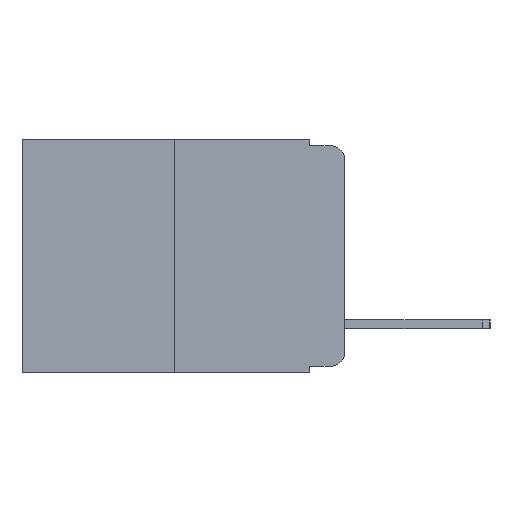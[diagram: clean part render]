
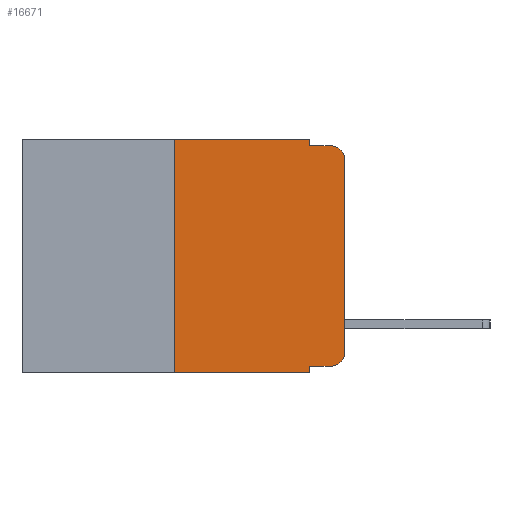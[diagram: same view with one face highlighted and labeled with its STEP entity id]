
A CAD part, left-side view. The second image highlights one B-rep face of the part: STEP entity #16671.
In plain terms, the highlighted planar face has unit normal (-1, 0, 0).
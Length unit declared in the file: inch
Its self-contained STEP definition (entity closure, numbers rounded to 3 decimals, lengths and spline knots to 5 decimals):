
#8 = DIRECTION ( 'NONE',  ( 0., 0., 1. ) ) ;
#29 = VERTEX_POINT ( 'NONE', #7882 ) ;
#1042 = ORIENTED_EDGE ( 'NONE', *, *, #18529, .T. ) ;
#1355 = CARTESIAN_POINT ( 'NONE',  ( 0., 0.02, -0.333 ) ) ;
#1447 = EDGE_CURVE ( 'NONE', #3827, #2408, #3379, .T. ) ;
#1476 = DIRECTION ( 'NONE',  ( 0., 0., -1. ) ) ;
#1537 = EDGE_CURVE ( 'NONE', #5129, #5380, #11229, .T. ) ;
#2260 = CARTESIAN_POINT ( 'NONE',  ( 0., 0.25, -0.343 ) ) ;
#2330 = VECTOR ( 'NONE', #8, 39.37008 ) ;
#2408 = VERTEX_POINT ( 'NONE', #12737 ) ;
#3230 = DIRECTION ( 'NONE',  ( 0., 0., -1. ) ) ;
#3379 = LINE ( 'NONE', #15649, #20022 ) ;
#3808 = EDGE_CURVE ( 'NONE', #5380, #16071, #12176, .T. ) ;
#3827 = VERTEX_POINT ( 'NONE', #8544 ) ;
#4003 = CARTESIAN_POINT ( 'NONE',  ( 0., 0.051, -0.333 ) ) ;
#4544 = ORIENTED_EDGE ( 'NONE', *, *, #11629, .F. ) ;
#4685 = DIRECTION ( 'NONE',  ( 0., -1., 0. ) ) ;
#4739 = EDGE_CURVE ( 'NONE', #16858, #29, #15574, .T. ) ;
#4780 = VERTEX_POINT ( 'NONE', #1355 ) ;
#5060 = LINE ( 'NONE', #11545, #9015 ) ;
#5094 = VECTOR ( 'NONE', #10751, 39.37008 ) ;
#5129 = VERTEX_POINT ( 'NONE', #13289 ) ;
#5190 = VECTOR ( 'NONE', #9065, 39.37008 ) ;
#5380 = VERTEX_POINT ( 'NONE', #15088 ) ;
#6466 = AXIS2_PLACEMENT_3D ( 'NONE', #17490, #11368, #17464 ) ;
#7467 = CARTESIAN_POINT ( 'NONE',  ( 0., 0.473, 0. ) ) ;
#7724 = ORIENTED_EDGE ( 'NONE', *, *, #17192, .T. ) ;
#7882 = CARTESIAN_POINT ( 'NONE',  ( 0., 0.051, -0.343 ) ) ;
#8013 = CARTESIAN_POINT ( 'NONE',  ( 0., 0., 0. ) ) ;
#8263 = VECTOR ( 'NONE', #4685, 39.37008 ) ;
#8544 = CARTESIAN_POINT ( 'NONE',  ( 0., 0.25, 0. ) ) ;
#8776 = LINE ( 'NONE', #11319, #8263 ) ;
#9015 = VECTOR ( 'NONE', #3230, 39.37008 ) ;
#9065 = DIRECTION ( 'NONE',  ( 0., 0., 1. ) ) ;
#9475 = EDGE_CURVE ( 'NONE', #15539, #16071, #9569, .T. ) ;
#9551 = ORIENTED_EDGE ( 'NONE', *, *, #1447, .F. ) ;
#9569 = LINE ( 'NONE', #20116, #5094 ) ;
#9672 = EDGE_CURVE ( 'NONE', #16858, #4780, #8776, .T. ) ;
#10113 = FACE_OUTER_BOUND ( 'NONE', #15626, .T. ) ;
#10560 = ORIENTED_EDGE ( 'NONE', *, *, #4739, .F. ) ;
#10751 = DIRECTION ( 'NONE',  ( 0., -1., 0. ) ) ;
#10868 = DIRECTION ( 'NONE',  ( 0., 0., -1. ) ) ;
#10875 = CARTESIAN_POINT ( 'NONE',  ( 0., 0.051, 0. ) ) ;
#11142 = DIRECTION ( 'NONE',  ( 0., -1., 0. ) ) ;
#11229 = LINE ( 'NONE', #8013, #2330 ) ;
#11319 = CARTESIAN_POINT ( 'NONE',  ( 0., 0.051, -0.333 ) ) ;
#11333 = CARTESIAN_POINT ( 'NONE',  ( 0., 0.473, -0.343 ) ) ;
#11368 = DIRECTION ( 'NONE',  ( -1., 0., 0. ) ) ;
#11505 = DIRECTION ( 'NONE',  ( -1., 0., 0. ) ) ;
#11545 = CARTESIAN_POINT ( 'NONE',  ( 0., 0.051, 0. ) ) ;
#11608 = DIRECTION ( 'NONE',  ( 0., 0., -1. ) ) ;
#11629 = EDGE_CURVE ( 'NONE', #2408, #15539, #5060, .T. ) ;
#12176 = CIRCLE ( 'NONE', #6466, 0.02 ) ;
#12737 = CARTESIAN_POINT ( 'NONE',  ( 0., 0.051, 0. ) ) ;
#13083 = AXIS2_PLACEMENT_3D ( 'NONE', #7467, #20226, #10868 ) ;
#13289 = CARTESIAN_POINT ( 'NONE',  ( 0., 0., -0.313 ) ) ;
#13801 = ORIENTED_EDGE ( 'NONE', *, *, #18230, .F. ) ;
#14237 = CARTESIAN_POINT ( 'NONE',  ( 0., 0.02, -0.01 ) ) ;
#14661 = CARTESIAN_POINT ( 'NONE',  ( 0., 0.051, -0.01 ) ) ;
#14784 = ORIENTED_EDGE ( 'NONE', *, *, #9672, .T. ) ;
#15088 = CARTESIAN_POINT ( 'NONE',  ( 0., 0., -0.03 ) ) ;
#15091 = VECTOR ( 'NONE', #11608, 39.37008 ) ;
#15539 = VERTEX_POINT ( 'NONE', #14661 ) ;
#15574 = LINE ( 'NONE', #10875, #15091 ) ;
#15626 = EDGE_LOOP ( 'NONE', ( #16476, #20574, #21021, #4544, #9551, #13801, #1042, #10560, #14784, #7724 ) ) ;
#15649 = CARTESIAN_POINT ( 'NONE',  ( 0., 0.473, 0. ) ) ;
#16020 = DIRECTION ( 'NONE',  ( 0., -1., 0. ) ) ;
#16071 = VERTEX_POINT ( 'NONE', #14237 ) ;
#16332 = VECTOR ( 'NONE', #16020, 39.37008 ) ;
#16476 = ORIENTED_EDGE ( 'NONE', *, *, #1537, .T. ) ;
#16671 = ADVANCED_FACE ( 'NONE', ( #10113 ), #17159, .F. ) ;
#16828 = LINE ( 'NONE', #11333, #16332 ) ;
#16858 = VERTEX_POINT ( 'NONE', #4003 ) ;
#17159 = PLANE ( 'NONE',  #13083 ) ;
#17192 = EDGE_CURVE ( 'NONE', #4780, #5129, #18019, .T. ) ;
#17464 = DIRECTION ( 'NONE',  ( 0., 0., -1. ) ) ;
#17490 = CARTESIAN_POINT ( 'NONE',  ( 0., 0.02, -0.03 ) ) ;
#18019 = CIRCLE ( 'NONE', #19988, 0.02 ) ;
#18082 = LINE ( 'NONE', #18548, #5190 ) ;
#18230 = EDGE_CURVE ( 'NONE', #19608, #3827, #18082, .T. ) ;
#18529 = EDGE_CURVE ( 'NONE', #19608, #29, #16828, .T. ) ;
#18548 = CARTESIAN_POINT ( 'NONE',  ( 0., 0.25, 0. ) ) ;
#19608 = VERTEX_POINT ( 'NONE', #2260 ) ;
#19988 = AXIS2_PLACEMENT_3D ( 'NONE', #20823, #11505, #1476 ) ;
#20022 = VECTOR ( 'NONE', #11142, 39.37008 ) ;
#20116 = CARTESIAN_POINT ( 'NONE',  ( 0., 0.051, -0.01 ) ) ;
#20226 = DIRECTION ( 'NONE',  ( 1., 0., 0. ) ) ;
#20574 = ORIENTED_EDGE ( 'NONE', *, *, #3808, .T. ) ;
#20823 = CARTESIAN_POINT ( 'NONE',  ( 0., 0.02, -0.313 ) ) ;
#21021 = ORIENTED_EDGE ( 'NONE', *, *, #9475, .F. ) ;
